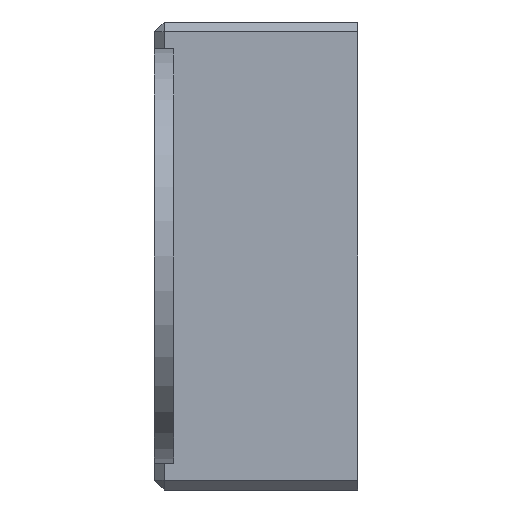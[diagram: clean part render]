
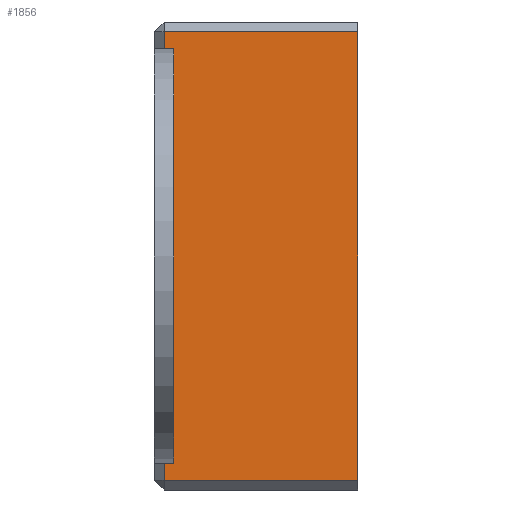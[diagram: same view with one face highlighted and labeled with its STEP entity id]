
A CAD part, left-side view. The second image highlights one B-rep face of the part: STEP entity #1856.
In plain terms, the highlighted planar face has unit normal (-1, 0, 0).
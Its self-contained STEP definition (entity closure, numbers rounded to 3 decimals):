
#108=FACE_OUTER_BOUND('',#221,.T.);
#221=EDGE_LOOP('',(#1376,#1377,#1378,#1379,#1380,#1381,#1382,#1383));
#309=LINE('',#2570,#547);
#313=LINE('',#2577,#551);
#360=LINE('',#2672,#598);
#364=LINE('',#2679,#602);
#389=LINE('',#2753,#627);
#412=LINE('',#2803,#650);
#413=LINE('',#2805,#651);
#414=LINE('',#2806,#652);
#547=VECTOR('',#2078,10.);
#551=VECTOR('',#2084,10.);
#598=VECTOR('',#2165,10.);
#602=VECTOR('',#2171,10.);
#627=VECTOR('',#2226,10.);
#650=VECTOR('',#2255,10.);
#651=VECTOR('',#2256,10.);
#652=VECTOR('',#2257,10.);
#783=VERTEX_POINT('',#2563);
#785=VERTEX_POINT('',#2568);
#786=VERTEX_POINT('',#2573);
#789=VERTEX_POINT('',#2580);
#818=VERTEX_POINT('',#2670);
#819=VERTEX_POINT('',#2675);
#878=VERTEX_POINT('',#2802);
#879=VERTEX_POINT('',#2804);
#955=EDGE_CURVE('',#785,#783,#309,.T.);
#959=EDGE_CURVE('',#783,#786,#313,.T.);
#1006=EDGE_CURVE('',#818,#789,#360,.T.);
#1010=EDGE_CURVE('',#789,#819,#364,.T.);
#1047=EDGE_CURVE('',#786,#818,#389,.T.);
#1072=EDGE_CURVE('',#878,#785,#412,.T.);
#1073=EDGE_CURVE('',#879,#878,#413,.F.);
#1074=EDGE_CURVE('',#819,#879,#414,.T.);
#1376=ORIENTED_EDGE('',*,*,#959,.F.);
#1377=ORIENTED_EDGE('',*,*,#955,.F.);
#1378=ORIENTED_EDGE('',*,*,#1072,.F.);
#1379=ORIENTED_EDGE('',*,*,#1073,.F.);
#1380=ORIENTED_EDGE('',*,*,#1074,.F.);
#1381=ORIENTED_EDGE('',*,*,#1010,.F.);
#1382=ORIENTED_EDGE('',*,*,#1006,.F.);
#1383=ORIENTED_EDGE('',*,*,#1047,.F.);
#1773=PLANE('',#1981);
#1856=ADVANCED_FACE('',(#108),#1773,.F.);
#1981=AXIS2_PLACEMENT_3D('',#2801,#2253,#2254);
#2078=DIRECTION('',(0.,0.,1.));
#2084=DIRECTION('',(0.,-1.,0.));
#2165=DIRECTION('',(0.,1.,0.));
#2171=DIRECTION('',(0.,0.,1.));
#2226=DIRECTION('',(0.,0.,-1.));
#2253=DIRECTION('center_axis',(1.,0.,0.));
#2254=DIRECTION('ref_axis',(0.,0.,
-1.));
#2255=DIRECTION('',(0.,1.,0.));
#2256=DIRECTION('',(0.,0.,-1.));
#2257=DIRECTION('',(0.,-1.,0.));
#2563=CARTESIAN_POINT('',(12.823,2.417,7.566));
#2568=CARTESIAN_POINT('',(12.823,2.417,5.578));
#2570=CARTESIAN_POINT('',(12.823,2.417,0.772));
#2573=CARTESIAN_POINT('',(12.823,-7.583,7.566));
#2577=CARTESIAN_POINT('',(12.823,-0.583,7.566));
#2580=CARTESIAN_POINT('',(12.823,2.417,-15.634));
#2670=CARTESIAN_POINT('',(12.823,-7.583,-15.634));
#2672=CARTESIAN_POINT('',(12.823,-0.583,-15.634));
#2675=CARTESIAN_POINT('',(12.823,2.417,-13.647));
#2679=CARTESIAN_POINT('',(12.823,2.417,0.772));
#2753=CARTESIAN_POINT('',(12.823,-7.583,8.066));
#2801=CARTESIAN_POINT('Origin',(12.823,-0.583,5.578));
#2802=CARTESIAN_POINT('',(12.823,1.917,5.578));
#2803=CARTESIAN_POINT('',(12.823,1.167,5.578));
#2804=CARTESIAN_POINT('',(12.823,1.917,-13.647));
#2805=CARTESIAN_POINT('',(12.823,1.917,0.772));
#2806=CARTESIAN_POINT('',(12.823,1.167,-13.647));
